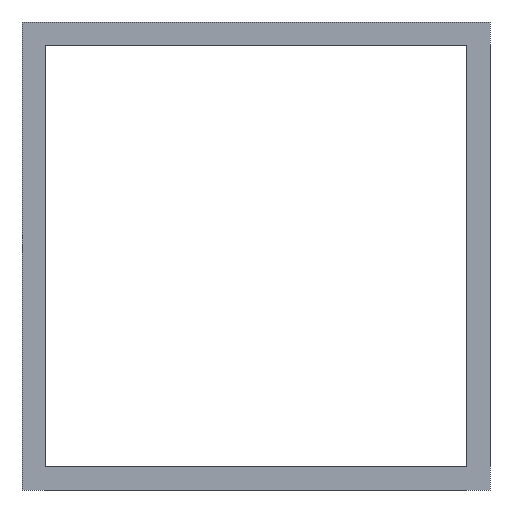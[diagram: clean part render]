
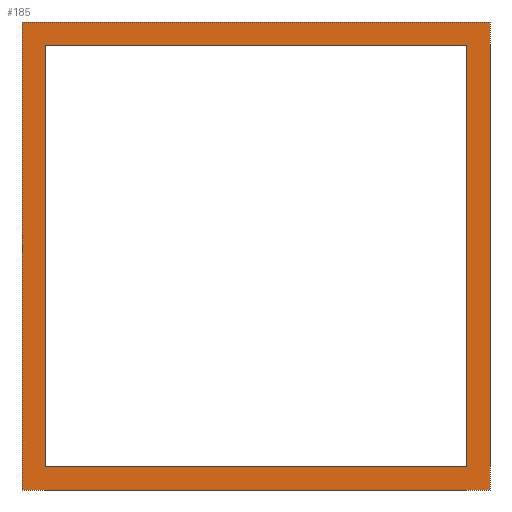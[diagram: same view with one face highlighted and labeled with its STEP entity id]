
A CAD part, front view. The second image highlights one B-rep face of the part: STEP entity #185.
In plain terms, the highlighted planar face has unit normal (0, -1, 0).
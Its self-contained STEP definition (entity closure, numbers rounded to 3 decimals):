
#7 = CARTESIAN_POINT ( 'NONE',  ( -0.01, -0.01, 0.01 ) ) ;
#38 = VECTOR ( 'NONE', #78, 1000. ) ;
#58 = EDGE_CURVE ( 'NONE', #329, #211, #115, .T. ) ;
#75 = CARTESIAN_POINT ( 'NONE',  ( 0.01, -0.01, 0.01 ) ) ;
#78 = DIRECTION ( 'NONE',  ( 0., 0., -1. ) ) ;
#80 = LINE ( 'NONE', #748, #696 ) ;
#84 = LINE ( 'NONE', #441, #359 ) ;
#104 = EDGE_CURVE ( 'NONE', #244, #659, #305, .T. ) ;
#106 = CARTESIAN_POINT ( 'NONE',  ( 0.01, -0.01, 0.01 ) ) ;
#115 = LINE ( 'NONE', #412, #642 ) ;
#153 = VECTOR ( 'NONE', #398, 1000. ) ;
#155 = VECTOR ( 'NONE', #607, 1000. ) ;
#170 = EDGE_CURVE ( 'NONE', #718, #485, #491, .T. ) ;
#185 = ADVANCED_FACE ( 'NONE', ( #454, #333 ), #487, .F. ) ;
#200 = ORIENTED_EDGE ( 'NONE', *, *, #170, .F. ) ;
#201 = CARTESIAN_POINT ( 'NONE',  ( -0.01, -0.01, 0.01 ) ) ;
#211 = VERTEX_POINT ( 'NONE', #392 ) ;
#220 = LINE ( 'NONE', #343, #153 ) ;
#222 = CARTESIAN_POINT ( 'NONE',  ( -0.009, -0.01, 0.01 ) ) ;
#244 = VERTEX_POINT ( 'NONE', #768 ) ;
#255 = VECTOR ( 'NONE', #725, 1000. ) ;
#258 = DIRECTION ( 'NONE',  ( 0., 0., -1. ) ) ;
#262 = EDGE_LOOP ( 'NONE', ( #393, #685, #747, #447 ) ) ;
#269 = DIRECTION ( 'NONE',  ( 0., 1., 0. ) ) ;
#292 = LINE ( 'NONE', #222, #304 ) ;
#302 = CARTESIAN_POINT ( 'NONE',  ( 0.01, -0.01, -0.01 ) ) ;
#304 = VECTOR ( 'NONE', #533, 1000. ) ;
#305 = LINE ( 'NONE', #370, #255 ) ;
#312 = CARTESIAN_POINT ( 'NONE',  ( -0.01, -0.01, -0.01 ) ) ;
#322 = EDGE_CURVE ( 'NONE', #659, #329, #292, .T. ) ;
#323 = EDGE_LOOP ( 'NONE', ( #710, #561, #409, #200 ) ) ;
#329 = VERTEX_POINT ( 'NONE', #520 ) ;
#333 = FACE_OUTER_BOUND ( 'NONE', #323, .T. ) ;
#343 = CARTESIAN_POINT ( 'NONE',  ( 0.009, -0.01, 0.01 ) ) ;
#359 = VECTOR ( 'NONE', #683, 1000. ) ;
#369 = LINE ( 'NONE', #7, #155 ) ;
#370 = CARTESIAN_POINT ( 'NONE',  ( 0.01, -0.01, -0.009 ) ) ;
#392 = CARTESIAN_POINT ( 'NONE',  ( 0.009, -0.01, 0.009 ) ) ;
#393 = ORIENTED_EDGE ( 'NONE', *, *, #104, .T. ) ;
#398 = DIRECTION ( 'NONE',  ( 0., 0., -1. ) ) ;
#409 = ORIENTED_EDGE ( 'NONE', *, *, #622, .F. ) ;
#412 = CARTESIAN_POINT ( 'NONE',  ( 0.01, -0.01, 0.009 ) ) ;
#427 = VERTEX_POINT ( 'NONE', #312 ) ;
#437 = DIRECTION ( 'NONE',  ( 0., 0., 1. ) ) ;
#441 = CARTESIAN_POINT ( 'NONE',  ( -0.01, -0.01, -0.01 ) ) ;
#447 = ORIENTED_EDGE ( 'NONE', *, *, #724, .T. ) ;
#454 = FACE_BOUND ( 'NONE', #262, .T. ) ;
#480 = EDGE_CURVE ( 'NONE', #564, #718, #369, .T. ) ;
#485 = VERTEX_POINT ( 'NONE', #302 ) ;
#487 = PLANE ( 'NONE',  #591 ) ;
#491 = LINE ( 'NONE', #75, #38 ) ;
#520 = CARTESIAN_POINT ( 'NONE',  ( -0.009, -0.01, 0.009 ) ) ;
#533 = DIRECTION ( 'NONE',  ( 0., 0., 1. ) ) ;
#536 = DIRECTION ( 'NONE',  ( 1., 0., 0. ) ) ;
#561 = ORIENTED_EDGE ( 'NONE', *, *, #575, .F. ) ;
#564 = VERTEX_POINT ( 'NONE', #201 ) ;
#575 = EDGE_CURVE ( 'NONE', #427, #564, #80, .T. ) ;
#591 = AXIS2_PLACEMENT_3D ( 'NONE', #728, #269, #258 ) ;
#607 = DIRECTION ( 'NONE',  ( 1., 0., 0. ) ) ;
#622 = EDGE_CURVE ( 'NONE', #485, #427, #84, .T. ) ;
#642 = VECTOR ( 'NONE', #536, 1000. ) ;
#659 = VERTEX_POINT ( 'NONE', #706 ) ;
#683 = DIRECTION ( 'NONE',  ( -1., 0., 0. ) ) ;
#685 = ORIENTED_EDGE ( 'NONE', *, *, #322, .T. ) ;
#696 = VECTOR ( 'NONE', #437, 1000. ) ;
#706 = CARTESIAN_POINT ( 'NONE',  ( -0.009, -0.01, -0.009 ) ) ;
#710 = ORIENTED_EDGE ( 'NONE', *, *, #480, .F. ) ;
#718 = VERTEX_POINT ( 'NONE', #106 ) ;
#724 = EDGE_CURVE ( 'NONE', #211, #244, #220, .T. ) ;
#725 = DIRECTION ( 'NONE',  ( -1., 0., 0. ) ) ;
#728 = CARTESIAN_POINT ( 'NONE',  ( -0.01, -0.01, 0.01 ) ) ;
#747 = ORIENTED_EDGE ( 'NONE', *, *, #58, .T. ) ;
#748 = CARTESIAN_POINT ( 'NONE',  ( -0.01, -0.01, 0.01 ) ) ;
#768 = CARTESIAN_POINT ( 'NONE',  ( 0.009, -0.01, -0.009 ) ) ;
